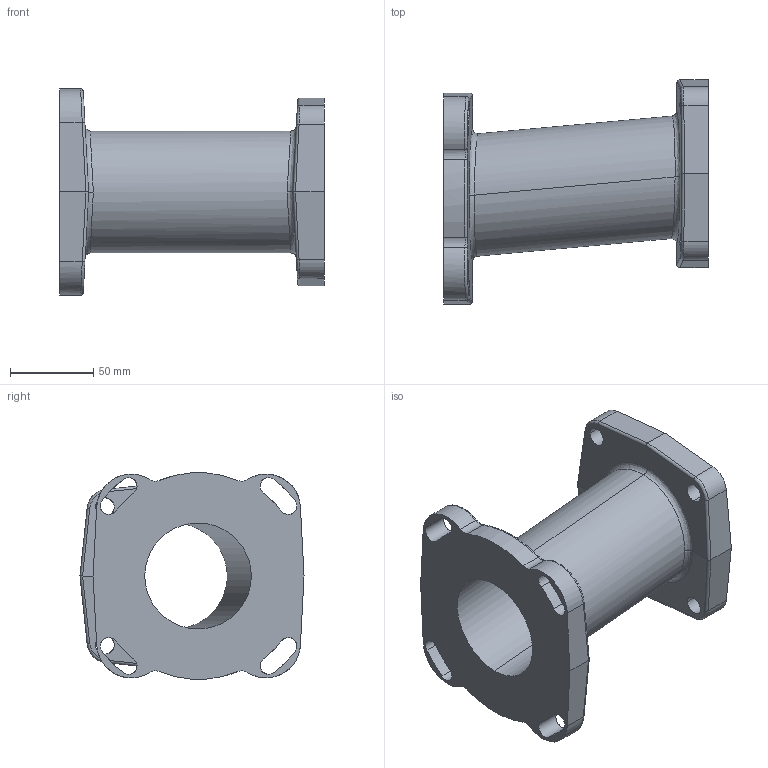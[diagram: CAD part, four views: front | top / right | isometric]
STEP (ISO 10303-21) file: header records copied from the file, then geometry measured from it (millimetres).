
FILE_DESCRIPTION((''),'2;1');
FILE_NAME('D42030','2016-03-11T',('jhabe'),(''),'CREO PARAMETRIC BY PTC INC, 2015290','CREO PARAMETRIC BY PTC INC, 2015290','');
FILE_SCHEMA(('CONFIG_CONTROL_DESIGN'));
Length unit declared in the file: inch
Products named in the file (1): D42030
Bounding box: 158.75 x 134.26 x 123.62 mm (x, y, z)
Volume: 424948.6 mm3; surface area: 113449.6 mm2
Topology: 1 solids, 1 shells, 98 faces, 248 edges, 152 vertices
Faces by surface type: cylinder 58, bspline 22, plane 18
Entity records: 4782 total; most frequent: CARTESIAN_POINT 2574, ORIENTED_EDGE 496, DIRECTION 374, EDGE_CURVE 248, VERTEX_POINT 152, AXIS2_PLACEMENT_3D 138, EDGE_LOOP 116, VECTOR 98
